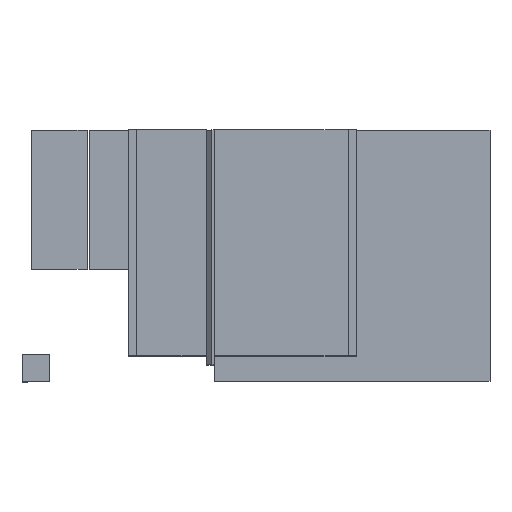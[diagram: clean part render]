
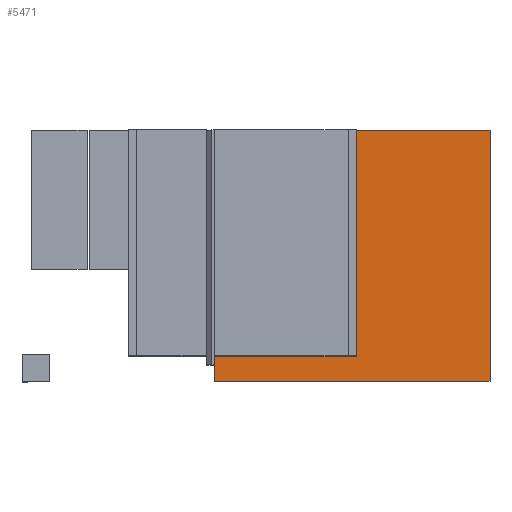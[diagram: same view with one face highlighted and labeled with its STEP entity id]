
A CAD part, top view. The second image highlights one B-rep face of the part: STEP entity #5471.
In plain terms, the highlighted planar face has unit normal (0, 0, 1).
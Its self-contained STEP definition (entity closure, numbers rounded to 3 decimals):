
#5471=ADVANCED_FACE('',(#9773),#9774,.T.);
#9773=FACE_OUTER_BOUND('',#14383,.T.);
#9774=PLANE('',#14384);
#14383=EDGE_LOOP('',(#23273,#23274,#23275,#23276));
#14384=AXIS2_PLACEMENT_3D('',#23277,#23278,#23279);
#23273=ORIENTED_EDGE('',*,*,#26826,.T.);
#23274=ORIENTED_EDGE('',*,*,#25685,.F.);
#23275=ORIENTED_EDGE('',*,*,#27650,.F.);
#23276=ORIENTED_EDGE('',*,*,#27454,.T.);
#23277=CARTESIAN_POINT('',(351.0,5.0,675.0));
#23278=DIRECTION('',(0.,0.0,1.0));
#23279=DIRECTION('',(0.0,-1.0,0.0));
#25685=EDGE_CURVE('',#30330,#30328,#30332,.T.);
#26826=EDGE_CURVE('',#31917,#30328,#31918,.T.);
#27454=EDGE_CURVE('',#32644,#31917,#32645,.T.);
#27650=EDGE_CURVE('',#32644,#30330,#32849,.T.);
#30328=VERTEX_POINT('',#36678);
#30330=VERTEX_POINT('',#36681);
#30332=LINE('',#36684,#36685);
#31917=VERTEX_POINT('',#39034);
#31918=LINE('',#39035,#39036);
#32644=VERTEX_POINT('',#40072);
#32645=LINE('',#40073,#40074);
#32849=LINE('',#40342,#40343);
#36678=CARTESIAN_POINT('',(846.,5.0,675.0));
#36681=CARTESIAN_POINT('',(846.,456.258,675.0));
#36684=CARTESIAN_POINT('',(846.,456.258,675.0));
#36685=VECTOR('',#41669,1.0);
#39034=CARTESIAN_POINT('',(351.0,5.0,675.0));
#39035=CARTESIAN_POINT('',(351.0,5.0,675.0));
#39036=VECTOR('',#42434,1.0);
#40072=CARTESIAN_POINT('',(351.0,456.258,675.0));
#40073=CARTESIAN_POINT('',(351.0,456.258,675.0));
#40074=VECTOR('',#42745,1.0);
#40342=CARTESIAN_POINT('',(351.0,456.258,675.0));
#40343=VECTOR('',#42810,1.0);
#41669=DIRECTION('',(0.0,-1.0,0.0));
#42434=DIRECTION('',(1.0,0.0,0.));
#42745=DIRECTION('',(0.0,-1.0,0.0));
#42810=DIRECTION('',(1.0,0.0,0.));
